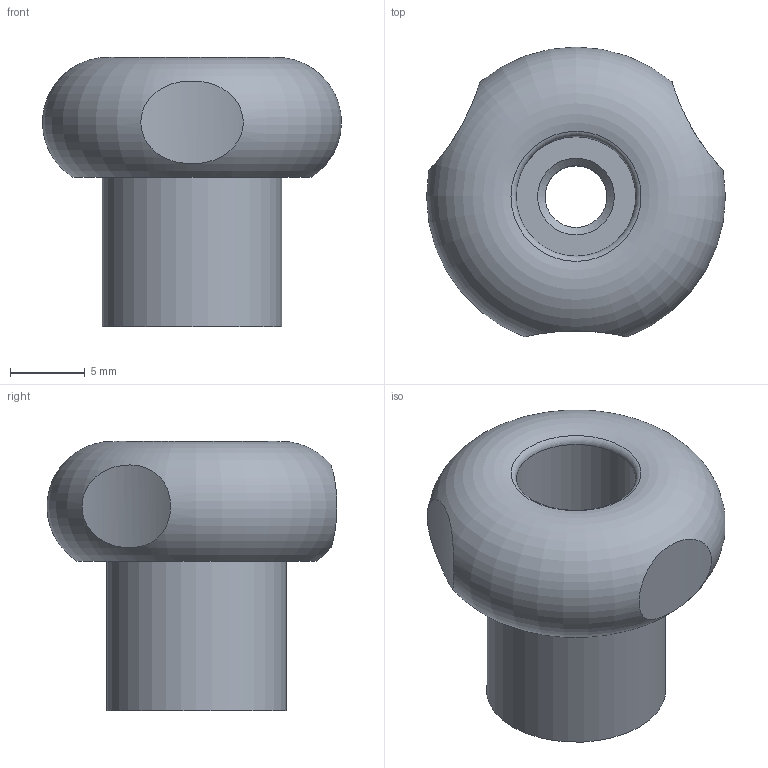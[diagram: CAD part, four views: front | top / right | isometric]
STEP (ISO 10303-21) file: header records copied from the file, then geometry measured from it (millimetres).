
FILE_DESCRIPTION( ( 'Unknown' ), '1' );
FILE_NAME( '6390010_VTB20_FP_M05.stp', 'Unknown', ( 'Unknown' ), ( 'Unknown' ), 'PSStep 11.0', 'Unknown', ' ' );
FILE_SCHEMA( ( 'AUTOMOTIVE_DESIGN { 1 0 10303 214 1 1 1 1 }' ) );
Length unit declared in the file: millimetre
Products named in the file (1): 6390010
Bounding box: 19.99 x 19.39 x 18 mm (x, y, z)
Volume: 2736.1 mm3; surface area: 1562.1 mm2
Topology: 1 solids, 1 shells, 13 faces, 22 edges, 15 vertices
Faces by surface type: cylinder 6, plane 3, torus 2, cone 2
Full cylindrical faces by diameter (mm): 4.134 x1, 8 x1, 12 x1
Entity records: 554 total; most frequent: CARTESIAN_POINT 215, DIRECTION 48, EDGE_LOOP 26, ORIENTED_EDGE 26, AXIS2_PLACEMENT_3D 24, FACE_OUTER_BOUND 18, STYLED_ITEM 13, PRESENTATION_STYLE_ASSIGNMENT 13
